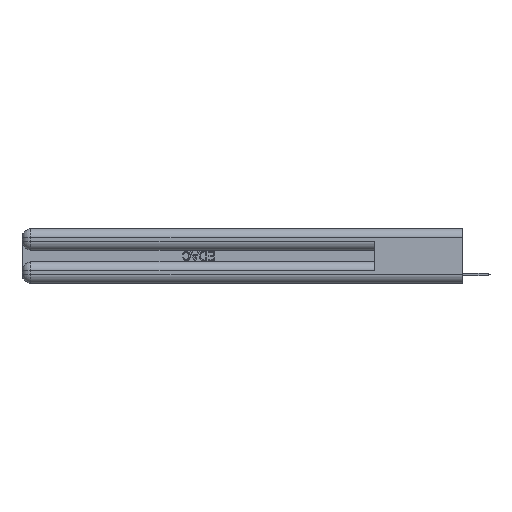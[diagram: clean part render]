
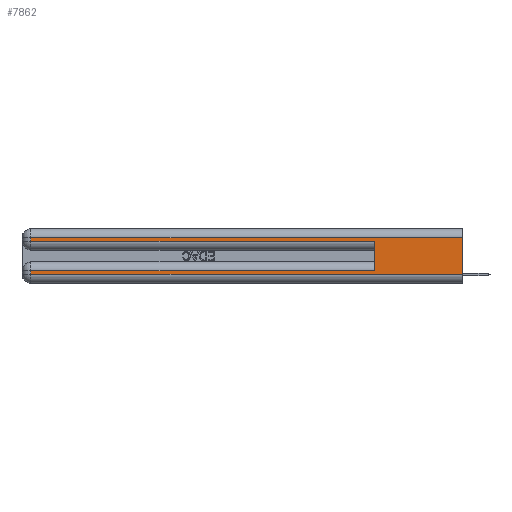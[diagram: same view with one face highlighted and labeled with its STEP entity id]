
A CAD part, left-side view. The second image highlights one B-rep face of the part: STEP entity #7862.
In plain terms, the highlighted planar face has unit normal (-1, 0, 0).
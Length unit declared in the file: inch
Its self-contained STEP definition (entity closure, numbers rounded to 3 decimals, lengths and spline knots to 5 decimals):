
#126 = DIRECTION ( 'NONE',  ( 0., 0., -1. ) ) ;
#185 = CARTESIAN_POINT ( 'NONE',  ( 0., 0., 0.06 ) ) ;
#366 = VECTOR ( 'NONE', #29598, 39.37008 ) ;
#484 = LINE ( 'NONE', #21794, #5238 ) ;
#833 = VECTOR ( 'NONE', #15011, 39.37008 ) ;
#1011 = ORIENTED_EDGE ( 'NONE', *, *, #32476, .F. ) ;
#1439 = VERTEX_POINT ( 'NONE', #31035 ) ;
#2882 = ORIENTED_EDGE ( 'NONE', *, *, #16695, .T. ) ;
#3219 = FACE_OUTER_BOUND ( 'NONE', #28690, .T. ) ;
#4711 = VECTOR ( 'NONE', #22507, 39.37008 ) ;
#4940 = VECTOR ( 'NONE', #14487, 39.37008 ) ;
#5238 = VECTOR ( 'NONE', #19089, 39.37008 ) ;
#5444 = DIRECTION ( 'NONE',  ( 1., 0., 0. ) ) ;
#5522 = ORIENTED_EDGE ( 'NONE', *, *, #15233, .T. ) ;
#5593 = VERTEX_POINT ( 'NONE', #185 ) ;
#6130 = ORIENTED_EDGE ( 'NONE', *, *, #23603, .T. ) ;
#6682 = CARTESIAN_POINT ( 'NONE',  ( 0., 2.94, 0.285 ) ) ;
#7331 = LINE ( 'NONE', #9886, #833 ) ;
#7378 = VERTEX_POINT ( 'NONE', #15496 ) ;
#7862 = ADVANCED_FACE ( 'NONE', ( #3219 ), #21297, .F. ) ;
#8423 = DIRECTION ( 'NONE',  ( 0., 1., 0. ) ) ;
#8599 = LINE ( 'NONE', #27022, #13570 ) ;
#9617 = AXIS2_PLACEMENT_3D ( 'NONE', #31548, #5444, #31719 ) ;
#9886 = CARTESIAN_POINT ( 'NONE',  ( 0., 0.6, 0.145 ) ) ;
#11572 = LINE ( 'NONE', #21985, #4711 ) ;
#12160 = VERTEX_POINT ( 'NONE', #26638 ) ;
#13570 = VECTOR ( 'NONE', #8423, 39.37008 ) ;
#14077 = CARTESIAN_POINT ( 'NONE',  ( 0., 2.94, 0.085 ) ) ;
#14487 = DIRECTION ( 'NONE',  ( 0., 0., -1. ) ) ;
#15011 = DIRECTION ( 'NONE',  ( 0., 0., 1. ) ) ;
#15233 = EDGE_CURVE ( 'NONE', #27468, #23548, #11572, .T. ) ;
#15276 = VECTOR ( 'NONE', #18984, 39.37008 ) ;
#15496 = CARTESIAN_POINT ( 'NONE',  ( 0., 0., 0.31 ) ) ;
#16695 = EDGE_CURVE ( 'NONE', #1439, #5593, #22569, .T. ) ;
#16824 = ORIENTED_EDGE ( 'NONE', *, *, #24540, .F. ) ;
#17218 = CARTESIAN_POINT ( 'NONE',  ( 0., 0.6, 0.285 ) ) ;
#18224 = CARTESIAN_POINT ( 'NONE',  ( 0., 2.94, 0.37 ) ) ;
#18356 = CARTESIAN_POINT ( 'NONE',  ( 0., 0., 0.37 ) ) ;
#18984 = DIRECTION ( 'NONE',  ( 0., 0., -1. ) ) ;
#19089 = DIRECTION ( 'NONE',  ( 0., 1., 0. ) ) ;
#20127 = CARTESIAN_POINT ( 'NONE',  ( 0., 2.94, 0.37 ) ) ;
#21297 = PLANE ( 'NONE',  #9617 ) ;
#21794 = CARTESIAN_POINT ( 'NONE',  ( 0., 0., 0.085 ) ) ;
#21985 = CARTESIAN_POINT ( 'NONE',  ( 0., 0., 0.285 ) ) ;
#22507 = DIRECTION ( 'NONE',  ( 0., -1., 0. ) ) ;
#22569 = LINE ( 'NONE', #32829, #366 ) ;
#23548 = VERTEX_POINT ( 'NONE', #17218 ) ;
#23603 = EDGE_CURVE ( 'NONE', #26444, #1439, #31206, .T. ) ;
#23867 = VERTEX_POINT ( 'NONE', #24602 ) ;
#24540 = EDGE_CURVE ( 'NONE', #23867, #23548, #7331, .T. ) ;
#24602 = CARTESIAN_POINT ( 'NONE',  ( 0., 0.6, 0.085 ) ) ;
#24677 = ORIENTED_EDGE ( 'NONE', *, *, #33018, .T. ) ;
#24756 = EDGE_CURVE ( 'NONE', #23867, #26444, #484, .T. ) ;
#26444 = VERTEX_POINT ( 'NONE', #14077 ) ;
#26638 = CARTESIAN_POINT ( 'NONE',  ( 0., 2.94, 0.31 ) ) ;
#27022 = CARTESIAN_POINT ( 'NONE',  ( 0., 0., 0.31 ) ) ;
#27424 = ORIENTED_EDGE ( 'NONE', *, *, #28664, .T. ) ;
#27468 = VERTEX_POINT ( 'NONE', #6682 ) ;
#28664 = EDGE_CURVE ( 'NONE', #7378, #12160, #8599, .T. ) ;
#28690 = EDGE_LOOP ( 'NONE', ( #1011, #27424, #24677, #5522, #16824, #30645, #6130, #2882 ) ) ;
#29598 = DIRECTION ( 'NONE',  ( 0., -1., 0. ) ) ;
#30645 = ORIENTED_EDGE ( 'NONE', *, *, #24756, .T. ) ;
#30794 = VECTOR ( 'NONE', #126, 39.37008 ) ;
#31035 = CARTESIAN_POINT ( 'NONE',  ( 0., 2.94, 0.06 ) ) ;
#31206 = LINE ( 'NONE', #18224, #30794 ) ;
#31548 = CARTESIAN_POINT ( 'NONE',  ( 0., 0., 0.37 ) ) ;
#31719 = DIRECTION ( 'NONE',  ( 0., 0., -1. ) ) ;
#32295 = LINE ( 'NONE', #18356, #15276 ) ;
#32476 = EDGE_CURVE ( 'NONE', #7378, #5593, #32295, .T. ) ;
#32829 = CARTESIAN_POINT ( 'NONE',  ( 0., 0., 0.06 ) ) ;
#32921 = LINE ( 'NONE', #20127, #4940 ) ;
#33018 = EDGE_CURVE ( 'NONE', #12160, #27468, #32921, .T. ) ;
